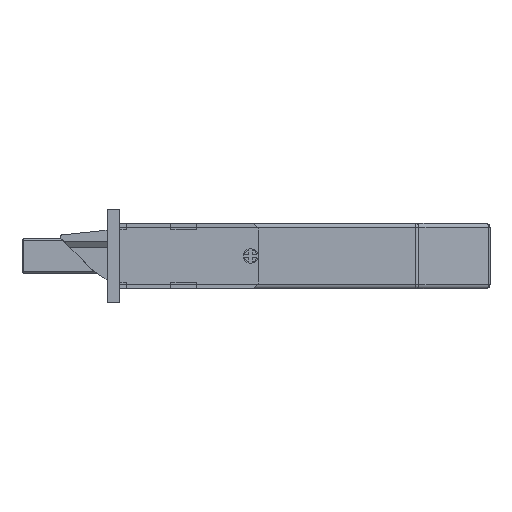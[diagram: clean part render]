
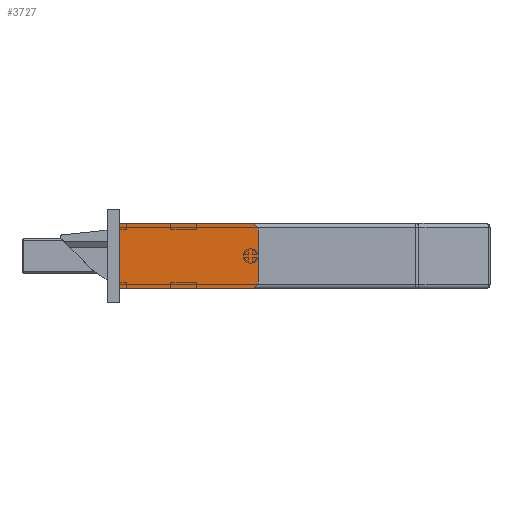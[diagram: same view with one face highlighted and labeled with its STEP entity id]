
A CAD part, front view. The second image highlights one B-rep face of the part: STEP entity #3727.
In plain terms, the highlighted face is planar.
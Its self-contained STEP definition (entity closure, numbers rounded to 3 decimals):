
#33 = DIRECTION ( 'NONE',  ( 0., 1., 0. ) ) ;
#287 = VERTEX_POINT ( 'NONE', #9380 ) ;
#410 = VERTEX_POINT ( 'NONE', #6048 ) ;
#478 = EDGE_CURVE ( 'NONE', #3340, #410, #3670, .T. ) ;
#1165 = DIRECTION ( 'NONE',  ( 0., 0., 1. ) ) ;
#1174 = DIRECTION ( 'NONE',  ( 0., 0., -1. ) ) ;
#1496 = DIRECTION ( 'NONE',  ( -1., 0., 0. ) ) ;
#1626 = CARTESIAN_POINT ( 'NONE',  ( -14.3, 0.75, 5.75 ) ) ;
#1963 = CARTESIAN_POINT ( 'NONE',  ( -14.3, 0.75, -7.75 ) ) ;
#2173 = LINE ( 'NONE', #6341, #10250 ) ;
#2317 = EDGE_CURVE ( 'NONE', #410, #2603, #4899, .T. ) ;
#2603 = VERTEX_POINT ( 'NONE', #4471 ) ;
#2664 = EDGE_LOOP ( 'NONE', ( #6902, #8716, #7800, #4126, #9839, #7647 ) ) ;
#3340 = VERTEX_POINT ( 'NONE', #10199 ) ;
#3635 = VECTOR ( 'NONE', #1496, 1000. ) ;
#3670 = LINE ( 'NONE', #10108, #7824 ) ;
#3727 = ADVANCED_FACE ( 'NONE', ( #10079 ), #7655, .T. ) ;
#3896 = EDGE_CURVE ( 'NONE', #2603, #9113, #2173, .T. ) ;
#4126 = ORIENTED_EDGE ( 'NONE', *, *, #8652, .T. ) ;
#4406 = CARTESIAN_POINT ( 'NONE',  ( -16.3, 0.75, -7.75 ) ) ;
#4471 = CARTESIAN_POINT ( 'NONE',  ( -14.3, 0.75, 7.75 ) ) ;
#4537 = DIRECTION ( 'NONE',  ( 0., 1., 0. ) ) ;
#4899 = CIRCLE ( 'NONE', #7955, 2. ) ;
#5100 = AXIS2_PLACEMENT_3D ( 'NONE', #7289, #5538, #6397 ) ;
#5280 = CARTESIAN_POINT ( 'NONE',  ( 16.3, 0.75, 7.75 ) ) ;
#5538 = DIRECTION ( 'NONE',  ( 0., 1., 0. ) ) ;
#5681 = DIRECTION ( 'NONE',  ( 0., 0., 1. ) ) ;
#6028 = AXIS2_PLACEMENT_3D ( 'NONE', #8397, #4537, #1165 ) ;
#6048 = CARTESIAN_POINT ( 'NONE',  ( -16.3, 0.75, 5.75 ) ) ;
#6341 = CARTESIAN_POINT ( 'NONE',  ( -16.3, 0.75, 7.75 ) ) ;
#6397 = DIRECTION ( 'NONE',  ( 0., 0., 1. ) ) ;
#6859 = LINE ( 'NONE', #4406, #3635 ) ;
#6902 = ORIENTED_EDGE ( 'NONE', *, *, #478, .T. ) ;
#7256 = EDGE_CURVE ( 'NONE', #8375, #3340, #9478, .T. ) ;
#7289 = CARTESIAN_POINT ( 'NONE',  ( -14.3, 0.75, -5.75 ) ) ;
#7647 = ORIENTED_EDGE ( 'NONE', *, *, #7256, .T. ) ;
#7655 = PLANE ( 'NONE',  #6028 ) ;
#7792 = DIRECTION ( 'NONE',  ( 0., 0., 1. ) ) ;
#7800 = ORIENTED_EDGE ( 'NONE', *, *, #3896, .T. ) ;
#7824 = VECTOR ( 'NONE', #7792, 1000. ) ;
#7925 = EDGE_CURVE ( 'NONE', #287, #8375, #6859, .T. ) ;
#7955 = AXIS2_PLACEMENT_3D ( 'NONE', #1626, #33, #5681 ) ;
#8375 = VERTEX_POINT ( 'NONE', #1963 ) ;
#8397 = CARTESIAN_POINT ( 'NONE',  ( 0., 0.75, 0. ) ) ;
#8652 = EDGE_CURVE ( 'NONE', #9113, #287, #10142, .T. ) ;
#8716 = ORIENTED_EDGE ( 'NONE', *, *, #2317, .T. ) ;
#9113 = VERTEX_POINT ( 'NONE', #5280 ) ;
#9244 = CARTESIAN_POINT ( 'NONE',  ( 16.3, 0.75, -7.75 ) ) ;
#9380 = CARTESIAN_POINT ( 'NONE',  ( 16.3, 0.75, -7.75 ) ) ;
#9433 = DIRECTION ( 'NONE',  ( 1., 0., 0. ) ) ;
#9478 = CIRCLE ( 'NONE', #5100, 2. ) ;
#9839 = ORIENTED_EDGE ( 'NONE', *, *, #7925, .T. ) ;
#10022 = VECTOR ( 'NONE', #1174, 1000. ) ;
#10079 = FACE_OUTER_BOUND ( 'NONE', #2664, .T. ) ;
#10108 = CARTESIAN_POINT ( 'NONE',  ( -16.3, 0.75, -7.75 ) ) ;
#10142 = LINE ( 'NONE', #9244, #10022 ) ;
#10199 = CARTESIAN_POINT ( 'NONE',  ( -16.3, 0.75, -5.75 ) ) ;
#10250 = VECTOR ( 'NONE', #9433, 1000. ) ;
